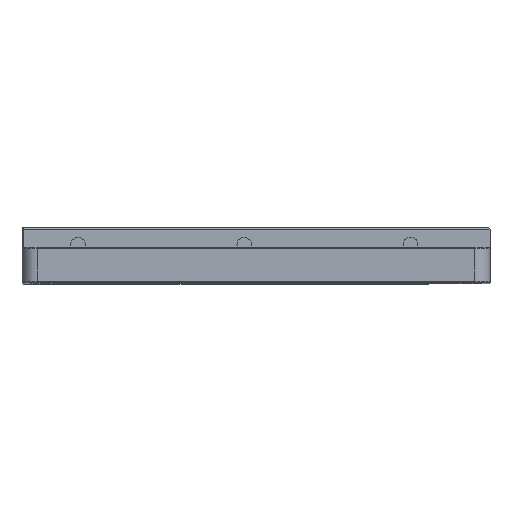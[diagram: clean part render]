
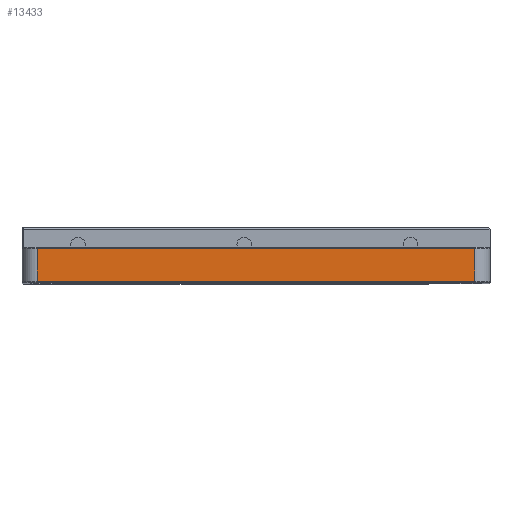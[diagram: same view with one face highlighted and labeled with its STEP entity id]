
A CAD part, top view. The second image highlights one B-rep face of the part: STEP entity #13433.
In plain terms, the highlighted planar face has unit normal (0, 0, 1).
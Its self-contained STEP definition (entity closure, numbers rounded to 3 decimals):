
#112 = EDGE_CURVE ( 'NONE', #10982, #6283, #13233, .T. ) ;
#1429 = CARTESIAN_POINT ( 'NONE',  ( 85.15, 11.5, 156.14 ) ) ;
#1574 = DIRECTION ( 'NONE',  ( -1., 0., 0. ) ) ;
#1744 = ORIENTED_EDGE ( 'NONE', *, *, #112, .T. ) ;
#1977 = CARTESIAN_POINT ( 'NONE',  ( -85.15, 11.5, 156.14 ) ) ;
#2840 = ORIENTED_EDGE ( 'NONE', *, *, #10556, .T. ) ;
#3239 = LINE ( 'NONE', #15363, #11950 ) ;
#3259 = DIRECTION ( 'NONE',  ( 0., 0., -1. ) ) ;
#3500 = LINE ( 'NONE', #7741, #8665 ) ;
#4813 = ORIENTED_EDGE ( 'NONE', *, *, #16825, .T. ) ;
#5801 = FACE_OUTER_BOUND ( 'NONE', #9727, .T. ) ;
#5908 = DIRECTION ( 'NONE',  ( 1., 0., 0. ) ) ;
#6283 = VERTEX_POINT ( 'NONE', #12032 ) ;
#7587 = CARTESIAN_POINT ( 'NONE',  ( -82.15, 12., 156.14 ) ) ;
#7741 = CARTESIAN_POINT ( 'NONE',  ( 85.15, 12., 156.14 ) ) ;
#8665 = VECTOR ( 'NONE', #15257, 1000. ) ;
#9518 = VECTOR ( 'NONE', #5908, 1000. ) ;
#9701 = EDGE_CURVE ( 'NONE', #6283, #12601, #3500, .T. ) ;
#9727 = EDGE_LOOP ( 'NONE', ( #4813, #1744, #11525, #2840 ) ) ;
#10556 = EDGE_CURVE ( 'NONE', #12601, #12733, #17804, .T. ) ;
#10596 = CARTESIAN_POINT ( 'NONE',  ( 85.15, -1.3, 156.14 ) ) ;
#10982 = VERTEX_POINT ( 'NONE', #13305 ) ;
#11525 = ORIENTED_EDGE ( 'NONE', *, *, #9701, .T. ) ;
#11950 = VECTOR ( 'NONE', #14132, 1000. ) ;
#12032 = CARTESIAN_POINT ( 'NONE',  ( 85.15, -1.3, 156.14 ) ) ;
#12601 = VERTEX_POINT ( 'NONE', #1429 ) ;
#12733 = VERTEX_POINT ( 'NONE', #1977 ) ;
#13233 = LINE ( 'NONE', #10596, #9518 ) ;
#13305 = CARTESIAN_POINT ( 'NONE',  ( -85.15, -1.3, 156.14 ) ) ;
#13433 = ADVANCED_FACE ( 'NONE', ( #5801 ), #15976, .F. ) ;
#14132 = DIRECTION ( 'NONE',  ( 0., -1., 0. ) ) ;
#14752 = DIRECTION ( 'NONE',  ( -1., 0., 0. ) ) ;
#15090 = AXIS2_PLACEMENT_3D ( 'NONE', #7587, #3259, #1574 ) ;
#15257 = DIRECTION ( 'NONE',  ( 0., 1., 0. ) ) ;
#15363 = CARTESIAN_POINT ( 'NONE',  ( -85.15, 12., 156.14 ) ) ;
#15976 = PLANE ( 'NONE',  #15090 ) ;
#16565 = CARTESIAN_POINT ( 'NONE',  ( -85.15, 11.5, 156.14 ) ) ;
#16825 = EDGE_CURVE ( 'NONE', #12733, #10982, #3239, .T. ) ;
#17804 = LINE ( 'NONE', #16565, #18632 ) ;
#18632 = VECTOR ( 'NONE', #14752, 1000. ) ;
